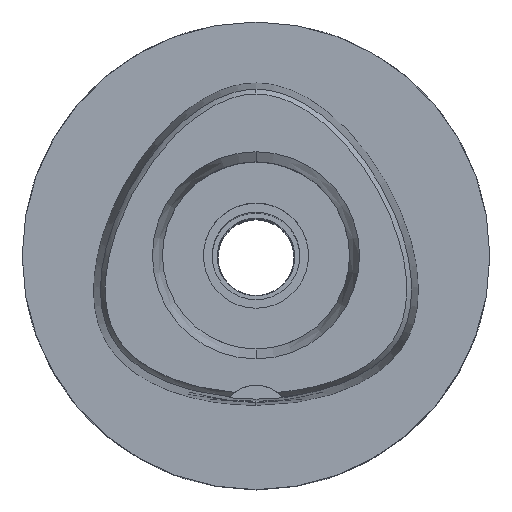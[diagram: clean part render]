
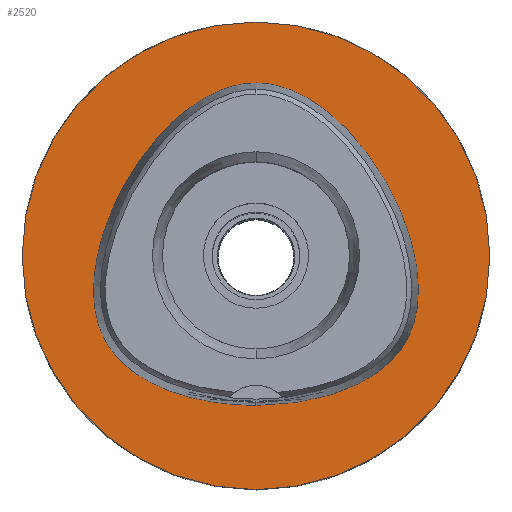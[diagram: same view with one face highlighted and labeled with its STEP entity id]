
A CAD part, top view. The second image highlights one B-rep face of the part: STEP entity #2520.
In plain terms, the highlighted planar face has unit normal (0, 0, 1).
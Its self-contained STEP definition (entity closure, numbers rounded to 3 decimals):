
#300=CARTESIAN_POINT('',(0.,0.,0.));
#301=DIRECTION('',(0.,0.,-1.));
#302=DIRECTION('',(0.,-1.,0.));
#303=AXIS2_PLACEMENT_3D('',#300,#301,#302);
#308=CARTESIAN_POINT('',(0.,0.,0.));
#309=DIRECTION('',(0.,0.,-1.));
#310=DIRECTION('',(0.,1.,0.));
#311=AXIS2_PLACEMENT_3D('',#308,#309,#310);
#316=CARTESIAN_POINT('',(0.,-25.575,0.));
#317=CARTESIAN_POINT('',(1.299,-25.575,0.));
#318=CARTESIAN_POINT('',(3.826,-25.473,
0.));
#319=CARTESIAN_POINT('',(7.435,-25.042,0.));
#320=CARTESIAN_POINT('',(10.763,-24.369,0.));
#321=CARTESIAN_POINT('',(13.729,-23.507,0.));
#322=CARTESIAN_POINT('',(16.305,-22.511,0.));
#323=CARTESIAN_POINT('',(18.516,-21.422,0.));
#324=CARTESIAN_POINT('',(20.402,-20.264,0.));
#325=CARTESIAN_POINT('',(21.986,-19.069,0.));
#326=CARTESIAN_POINT('',(23.318,-17.838,0.));
#327=CARTESIAN_POINT('',(24.433,-16.572,0.));
#328=CARTESIAN_POINT('',(25.365,-15.257,0.));
#329=CARTESIAN_POINT('',(26.14,-13.852,0.));
#330=CARTESIAN_POINT('',(26.767,-12.347,0.));
#331=CARTESIAN_POINT('',(27.259,-10.694,0.));
#332=CARTESIAN_POINT('',(27.608,-8.86,0.));
#333=CARTESIAN_POINT('',(27.793,-6.806,0.));
#334=CARTESIAN_POINT('',(27.781,-4.509,0.));
#335=CARTESIAN_POINT('',(27.532,-1.948,0.));
#336=CARTESIAN_POINT('',(27.002,0.883,0.));
#337=CARTESIAN_POINT('',(26.148,3.968,0.));
#338=CARTESIAN_POINT('',(24.938,7.256,0.));
#339=CARTESIAN_POINT('',(23.369,10.65,0.));
#340=CARTESIAN_POINT('',(21.484,14.,0.));
#341=CARTESIAN_POINT('',(19.372,17.143,0.));
#342=CARTESIAN_POINT('',(17.147,19.941,0.));
#343=CARTESIAN_POINT('',(14.898,22.339,0.));
#344=CARTESIAN_POINT('',(12.693,24.324,0.));
#345=CARTESIAN_POINT('',(10.576,25.92,0.));
#346=CARTESIAN_POINT('',(8.564,27.17,0.));
#347=CARTESIAN_POINT('',(6.667,28.114,0.));
#348=CARTESIAN_POINT('',(4.868,28.8,0.));
#349=CARTESIAN_POINT('',(3.165,29.259,0.));
#350=CARTESIAN_POINT('',(1.547,29.52,0.));
#351=CARTESIAN_POINT('',(0.508,29.575,
0.));
#352=CARTESIAN_POINT('',(0.,29.575,0.));
#357=CARTESIAN_POINT('',(0.,29.575,0.));
#358=CARTESIAN_POINT('',(-0.509,29.575,0.));
#359=CARTESIAN_POINT('',(-1.55,29.52,0.));
#360=CARTESIAN_POINT('',(-3.171,29.258,0.));
#361=CARTESIAN_POINT('',(-4.875,28.798,0.));
#362=CARTESIAN_POINT('',(-6.677,28.11,0.));
#363=CARTESIAN_POINT('',(-8.579,27.161,0.));
#364=CARTESIAN_POINT('',(-10.595,25.908,0.));
#365=CARTESIAN_POINT('',(-12.717,24.304,0.));
#366=CARTESIAN_POINT('',(-14.925,22.312,0.));
#367=CARTESIAN_POINT('',(-17.179,19.905,0.));
#368=CARTESIAN_POINT('',(-19.406,17.097,0.));
#369=CARTESIAN_POINT('',(-21.516,13.948,0.));
#370=CARTESIAN_POINT('',(-23.398,10.593,0.));
#371=CARTESIAN_POINT('',(-24.962,7.2,0.));
#372=CARTESIAN_POINT('',(-26.166,3.913,0.));
#373=CARTESIAN_POINT('',(-27.013,0.834,0.));
#374=CARTESIAN_POINT('',(-27.539,-1.994,0.));
#375=CARTESIAN_POINT('',(-27.783,-4.548,0.));
#376=CARTESIAN_POINT('',(-27.792,-6.84,0.));
#377=CARTESIAN_POINT('',(-27.603,-8.898,0.));
#378=CARTESIAN_POINT('',(-27.25,-10.733,0.));
#379=CARTESIAN_POINT('',(-26.757,-12.373,0.));
#380=CARTESIAN_POINT('',(-26.133,-13.865,0.));
#381=CARTESIAN_POINT('',(-25.376,-15.238,0.));
#382=CARTESIAN_POINT('',(-24.455,-16.543,0.));
#383=CARTESIAN_POINT('',(-23.351,-17.803,0.));
#384=CARTESIAN_POINT('',(-22.026,-19.035,0.));
#385=CARTESIAN_POINT('',(-20.435,-20.242,0.));
#386=CARTESIAN_POINT('',(-18.556,-21.399,0.));
#387=CARTESIAN_POINT('',(-16.342,-22.495,0.));
#388=CARTESIAN_POINT('',(-13.763,-23.495,0.));
#389=CARTESIAN_POINT('',(-10.795,-24.361,0.));
#390=CARTESIAN_POINT('',(-7.455,-25.039,0.));
#391=CARTESIAN_POINT('',(-3.83,-25.473,
0.));
#392=CARTESIAN_POINT('',(-1.3,-25.575,0.));
#393=CARTESIAN_POINT('',(0.,-25.575,0.));
#1601=VERTEX_POINT('',#357);
#1602=VERTEX_POINT('',#393);
#1607=CARTESIAN_POINT('',(0.,-40.,0.));
#1608=CARTESIAN_POINT('',(0.,40.,0.));
#1609=VERTEX_POINT('',#1607);
#1610=VERTEX_POINT('',#1608);
#2504=CARTESIAN_POINT('',(0.,0.,0.));
#2505=DIRECTION('',(0.,0.,-1.));
#2506=DIRECTION('',(0.,-1.,0.));
#2507=AXIS2_PLACEMENT_3D('',#2504,#2505,#2506);
#2508=PLANE('',#2507);
#2510=ORIENTED_EDGE('',*,*,#2509,.T.);
#2512=ORIENTED_EDGE('',*,*,#2511,.T.);
#2513=EDGE_LOOP('',(#2510,#2512));
#2514=FACE_OUTER_BOUND('',#2513,.F.);
#2516=ORIENTED_EDGE('',*,*,#2515,.T.);
#2517=ORIENTED_EDGE('',*,*,#2487,.T.);
#2518=EDGE_LOOP('',(#2516,#2517));
#2519=FACE_BOUND('',#2518,.F.);
#304=CIRCLE('',#303,40.);
#312=CIRCLE('',#311,40.);
#353=B_SPLINE_CURVE_WITH_KNOTS('',3,(#316,#317,#318,#319,#320,#321,#322,#323,
#324,#325,#326,#327,#328,#329,#330,#331,#332,#333,#334,#335,#336,#337,#338,#339,
#340,#341,#342,#343,#344,#345,#346,#347,#348,#349,#350,#351,#352),.UNSPECIFIED.,
.F.,.F.,(4,1,1,1,1,1,1,1,1,1,1,1,1,1,1,1,1,1,1,1,1,1,1,1,1,1,1,1,1,1,1,1,1,1,4),
(0.,0.029,0.059,0.088,0.118,
0.147,0.176,0.206,0.235,
0.265,0.294,0.324,0.353,
0.382,0.412,0.441,0.471,0.5,
0.529,0.559,0.588,0.618,
0.647,0.676,0.706,0.735,
0.765,0.794,0.824,0.853,
0.882,0.912,0.941,0.971,1.),
.UNSPECIFIED.);
#394=B_SPLINE_CURVE_WITH_KNOTS('',3,(#357,#358,#359,#360,#361,#362,#363,#364,
#365,#366,#367,#368,#369,#370,#371,#372,#373,#374,#375,#376,#377,#378,#379,#380,
#381,#382,#383,#384,#385,#386,#387,#388,#389,#390,#391,#392,#393),.UNSPECIFIED.,
.F.,.F.,(4,1,1,1,1,1,1,1,1,1,1,1,1,1,1,1,1,1,1,1,1,1,1,1,1,1,1,1,1,1,1,1,1,1,4),
(0.,0.029,0.059,0.088,0.118,
0.147,0.176,0.206,0.235,
0.265,0.294,0.324,0.353,
0.382,0.412,0.441,0.471,0.5,
0.529,0.559,0.588,0.618,
0.647,0.676,0.706,0.735,
0.765,0.794,0.824,0.853,
0.882,0.912,0.941,0.971,1.),
.UNSPECIFIED.);
#2487=EDGE_CURVE('',#1601,#1602,#394,.T.);
#2509=EDGE_CURVE('',#1609,#1610,#304,.T.);
#2511=EDGE_CURVE('',#1610,#1609,#312,.T.);
#2515=EDGE_CURVE('',#1602,#1601,#353,.T.);
#2520=ADVANCED_FACE('',(#2514,#2519),#2508,.F.);
